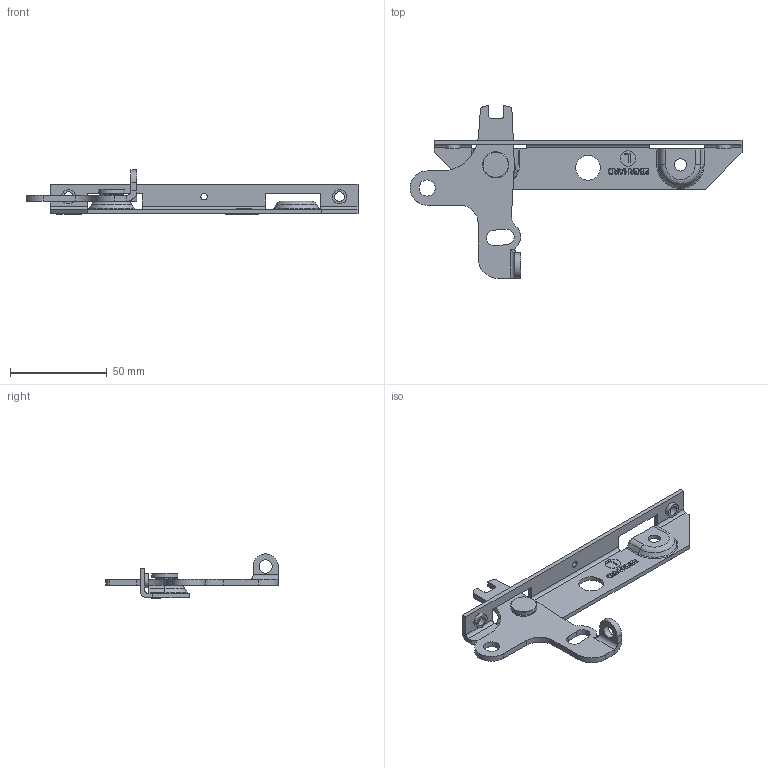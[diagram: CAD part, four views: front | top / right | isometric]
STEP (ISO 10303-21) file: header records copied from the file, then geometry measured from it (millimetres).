
FILE_DESCRIPTION(/* description */ (''),/* implementation_level */ '2;1');
FILE_NAME(/* name */ '19421-L_03_01_2022.stp',/* time_stamp */ '2022-03-01T10:39:04-05:00',/* author */ ('dtinay'),/* organization */ (''),/* preprocessor_version */ 'ST-DEVELOPER v18.1',/* originating_system */ 'Autodesk Inventor 2020',/* authorisation */ '');
FILE_SCHEMA (('AUTOMOTIVE_DESIGN { 1 0 10303 214 3 1 1 }'));
Length unit declared in the file: inch
Products named in the file (1): 19421-L_Shrinkwrap_1
Bounding box: 171.17 x 89.01 x 22.82 mm (x, y, z)
Volume: 18413.9 mm3; surface area: 17171.3 mm2
Topology: 1 solids, 1 shells, 495 faces, 1396 edges, 921 vertices
Faces by surface type: plane 286, bspline 112, cylinder 80, torus 11, cone 6
Full cylindrical faces by diameter (mm): 3.302 x1, 4.978 x2, 6.35 x1, 6.858 x1, 7.391 x2, 7.938 x1, 8.334 x1, 9.665 x1, 9.779 x1, 9.97 x1, 12.7 x2, 13.494 x1
Entity records: 16961 total; most frequent: CARTESIAN_POINT 4778, ORIENTED_EDGE 2790, DIRECTION 2054, EDGE_CURVE 1395, LINE 936, VECTOR 936, VERTEX_POINT 921, AXIS2_PLACEMENT_3D 559
